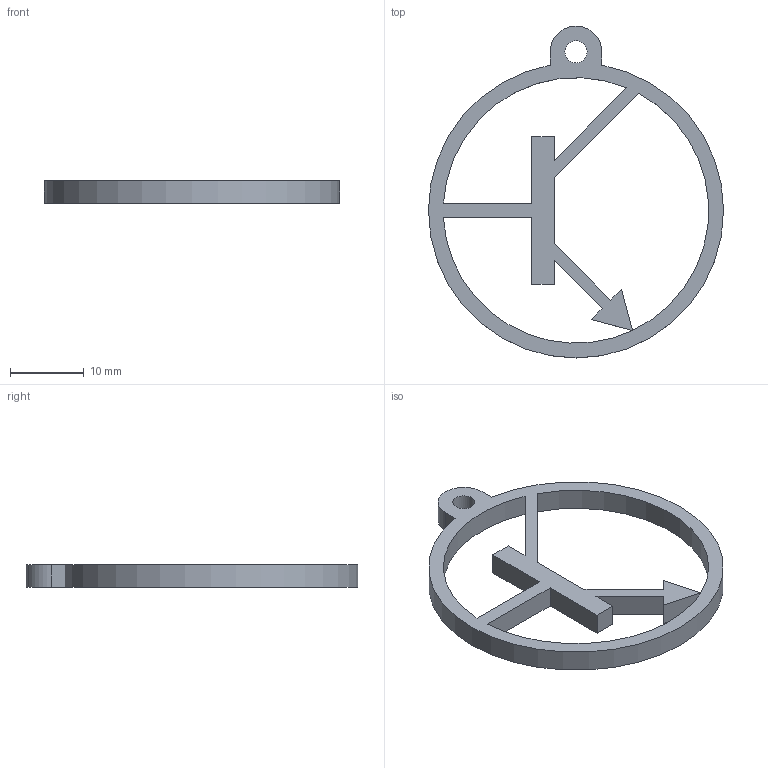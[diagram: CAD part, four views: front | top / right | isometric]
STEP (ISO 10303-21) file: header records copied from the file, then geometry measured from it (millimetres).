
FILE_DESCRIPTION(('FreeCAD Model'),'2;1');
FILE_NAME('NPN-key-chain.step', '2019-01-23T11:47:11',('Author'),(''), 'Open CASCADE STEP processor 6.9','FreeCAD','Unknown');
FILE_SCHEMA(('AUTOMOTIVE_DESIGN_CC2 { 1 2 10303 214 -1 1 5 4 }'));
Length unit declared in the file: millimetre
Products named in the file (1): NPN-shape-pad-drilled
Bounding box: 40 x 45 x 3 mm (x, y, z)
Volume: 1204.5 mm3; surface area: 1946.8 mm2
Topology: 1 solids, 1 shells, 27 faces, 74 edges, 48 vertices
Faces by surface type: plane 21, cylinder 6
Full cylindrical faces by diameter (mm): 3 x1
Entity records: 1855 total; most frequent: CARTESIAN_POINT 300, DIRECTION 290, LINE 198, VECTOR 198, ORIENTED_EDGE 150, PCURVE 148, DEFINITIONAL_REPRESENTATION 148, EDGE_CURVE 74
